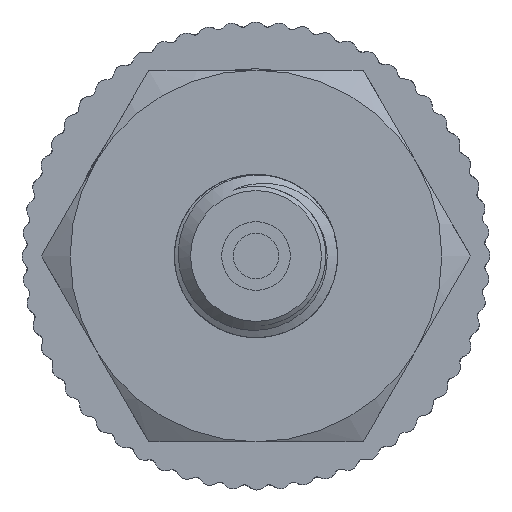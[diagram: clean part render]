
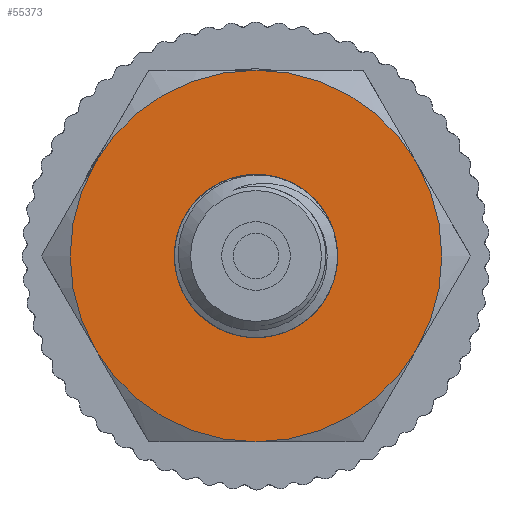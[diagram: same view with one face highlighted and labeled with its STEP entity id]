
A CAD part, left-side view. The second image highlights one B-rep face of the part: STEP entity #55373.
In plain terms, the highlighted planar face has unit normal (-1, 0, 0).
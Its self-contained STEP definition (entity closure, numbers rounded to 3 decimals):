
#5053=PLANE('',#58764);
#7198=FACE_BOUND('',#11734,.T.);
#8217=FACE_OUTER_BOUND('',#11733,.T.);
#11733=EDGE_LOOP('',(#38445));
#11734=EDGE_LOOP('',(#38446));
#15369=CIRCLE('',#58745,5.9);
#15376=CIRCLE('',#58762,13.5);
#22662=VERTEX_POINT('',#93413);
#22667=VERTEX_POINT('',#94137);
#28732=EDGE_CURVE('',#22662,#22662,#15369,.T.);
#28745=EDGE_CURVE('',#22667,#22667,#15376,.T.);
#38445=ORIENTED_EDGE('',*,*,#28745,.F.);
#38446=ORIENTED_EDGE('',*,*,#28732,.T.);
#55373=ADVANCED_FACE('',(#8217,#7198),#5053,.T.);
#58745=AXIS2_PLACEMENT_3D('',#93414,#66842,#66843);
#58762=AXIS2_PLACEMENT_3D('',#94139,#66880,#66881);
#58764=AXIS2_PLACEMENT_3D('',#94141,#66884,#66885);
#66842=DIRECTION('center_axis',(1.,0.,0.));
#66843=DIRECTION('ref_axis',(0.,0.,-1.));
#66880=DIRECTION('center_axis',(1.,0.,0.));
#66881=DIRECTION('ref_axis',(0.,0.,-1.));
#66884=DIRECTION('center_axis',(-1.,0.,0.));
#66885=DIRECTION('ref_axis',(0.,0.,1.));
#93413=CARTESIAN_POINT('',(-47.,0.,5.9));
#93414=CARTESIAN_POINT('Origin',(-47.,0.,0.));
#94137=CARTESIAN_POINT('',(-47.,-13.5,0.));
#94139=CARTESIAN_POINT('Origin',(-47.,0.,0.));
#94141=CARTESIAN_POINT('Origin',(-47.,13.5,0.));
